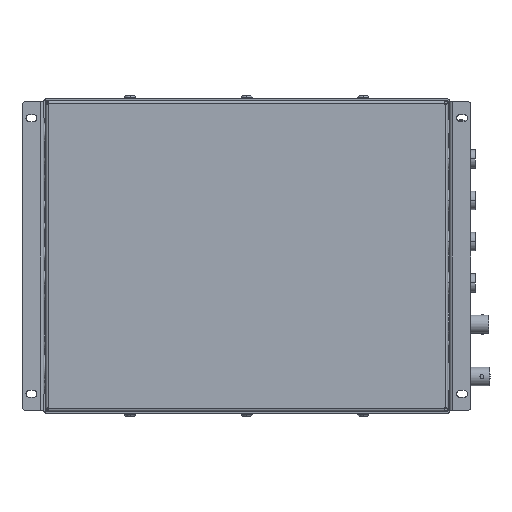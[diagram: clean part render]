
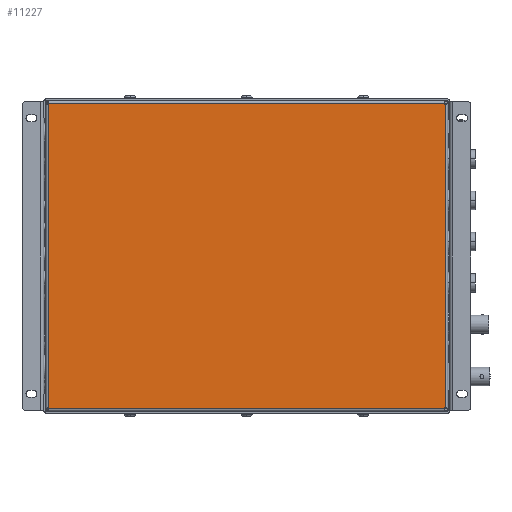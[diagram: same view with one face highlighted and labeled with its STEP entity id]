
A CAD part, front view. The second image highlights one B-rep face of the part: STEP entity #11227.
In plain terms, the highlighted face is planar.
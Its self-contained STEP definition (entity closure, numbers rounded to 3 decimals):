
#1953 = VECTOR ( 'NONE', #1980, 1000. ) ;
#1958 = CARTESIAN_POINT ( 'NONE',  ( -103.441, -79.565, 0. ) ) ;
#1959 = LINE ( 'NONE', #1958, #1953 ) ;
#1980 = DIRECTION ( 'NONE',  ( 0., -1., 0. ) ) ;
#2009 = DIRECTION ( 'NONE',  ( 1., 0., 0. ) ) ;
#2010 = VECTOR ( 'NONE', #2009, 1000. ) ;
#2011 = CARTESIAN_POINT ( 'NONE',  ( -103.441, 79.292, 0. ) ) ;
#2012 = LINE ( 'NONE', #2011, #2010 ) ;
#2014 = CARTESIAN_POINT ( 'NONE',  ( 103.441, -79.292, 0. ) ) ;
#2015 = DIRECTION ( 'NONE',  ( 0., -1., 0. ) ) ;
#2016 = VECTOR ( 'NONE', #2015, 1000. ) ;
#2018 = CARTESIAN_POINT ( 'NONE',  ( 103.441, 79.292, 0. ) ) ;
#2019 = DIRECTION ( 'NONE',  ( -1., 0., 0. ) ) ;
#2020 = DIRECTION ( 'NONE',  ( 0., 0., -1. ) ) ;
#2022 = LINE ( 'NONE', #2023, #2016 ) ;
#2023 = CARTESIAN_POINT ( 'NONE',  ( 103.619, 79.566, 0. ) ) ;
#2028 = CARTESIAN_POINT ( 'NONE',  ( -103.441, 79.565, 0. ) ) ;
#2033 = PLANE ( 'NONE',  #2035 ) ;
#2034 = FACE_OUTER_BOUND ( 'NONE', #11257, .T. ) ;
#2035 = AXIS2_PLACEMENT_3D ( 'NONE', #2028, #2020, #2019 ) ;
#2036 = CARTESIAN_POINT ( 'NONE',  ( -103.441, 79.743, 0. ) ) ;
#2037 = CARTESIAN_POINT ( 'NONE',  ( -103.619, -79.292, 0. ) ) ;
#2038 = CARTESIAN_POINT ( 'NONE',  ( -103.441, -79.743, 0. ) ) ;
#2056 = CARTESIAN_POINT ( 'NONE',  ( 103.619, -79.292, 0. ) ) ;
#2064 = CARTESIAN_POINT ( 'NONE',  ( 103.619, 79.292, 0. ) ) ;
#2078 = CARTESIAN_POINT ( 'NONE',  ( -103.441, -79.292, 0. ) ) ;
#2079 = LINE ( 'NONE', #2078, #2166 ) ;
#2104 = LINE ( 'NONE', #2164, #2163 ) ;
#2111 = CARTESIAN_POINT ( 'NONE',  ( -103.619, 79.292, 0. ) ) ;
#2112 = DIRECTION ( 'NONE',  ( 0., 1., 0. ) ) ;
#2113 = VECTOR ( 'NONE', #2112, 1000. ) ;
#2115 = CARTESIAN_POINT ( 'NONE',  ( 103.441, 79.565, 0. ) ) ;
#2116 = LINE ( 'NONE', #2115, #2113 ) ;
#2137 = DIRECTION ( 'NONE',  ( -1., 0., 0. ) ) ;
#2138 = VECTOR ( 'NONE', #2137, 1000. ) ;
#2139 = CARTESIAN_POINT ( 'NONE',  ( 103.441, -79.565, 0. ) ) ;
#2140 = LINE ( 'NONE', #2139, #2203 ) ;
#2141 = CARTESIAN_POINT ( 'NONE',  ( -103.441, -79.292, 0. ) ) ;
#2143 = CARTESIAN_POINT ( 'NONE',  ( 103.441, -79.743, 0. ) ) ;
#2145 = CARTESIAN_POINT ( 'NONE',  ( 103.441, 79.743, 0. ) ) ;
#2147 = CARTESIAN_POINT ( 'NONE',  ( -103.441, -79.292, 0. ) ) ;
#2148 = LINE ( 'NONE', #2147, #2138 ) ;
#2149 = DIRECTION ( 'NONE',  ( 1., 0., 0. ) ) ;
#2150 = VECTOR ( 'NONE', #2149, 1000. ) ;
#2151 = CARTESIAN_POINT ( 'NONE',  ( -103.441, 79.292, 0. ) ) ;
#2152 = DIRECTION ( 'NONE',  ( 1., 0., 0. ) ) ;
#2153 = VECTOR ( 'NONE', #2152, 1000. ) ;
#2156 = DIRECTION ( 'NONE',  ( 0., 1., 0. ) ) ;
#2157 = VECTOR ( 'NONE', #2156, 1000. ) ;
#2158 = CARTESIAN_POINT ( 'NONE',  ( -103.619, -79.565, 0. ) ) ;
#2159 = LINE ( 'NONE', #2158, #2157 ) ;
#2160 = CARTESIAN_POINT ( 'NONE',  ( -103.441, 79.743, 0. ) ) ;
#2161 = LINE ( 'NONE', #2160, #2153 ) ;
#2162 = DIRECTION ( 'NONE',  ( 0., -1., 0. ) ) ;
#2163 = VECTOR ( 'NONE', #2162, 1000. ) ;
#2164 = CARTESIAN_POINT ( 'NONE',  ( -103.441, 79.565, 0. ) ) ;
#2165 = DIRECTION ( 'NONE',  ( -1., 0., 0. ) ) ;
#2166 = VECTOR ( 'NONE', #2165, 1000. ) ;
#2167 = LINE ( 'NONE', #2151, #2150 ) ;
#2168 = CARTESIAN_POINT ( 'NONE',  ( -103.441, 79.292, 0. ) ) ;
#2195 = DIRECTION ( 'NONE',  ( -1., 0., 0. ) ) ;
#2196 = VECTOR ( 'NONE', #2195, 1000. ) ;
#2197 = CARTESIAN_POINT ( 'NONE',  ( 103.441, -79.743, 0. ) ) ;
#2198 = LINE ( 'NONE', #2197, #2196 ) ;
#2202 = DIRECTION ( 'NONE',  ( 0., 1., 0. ) ) ;
#2203 = VECTOR ( 'NONE', #2202, 1000. ) ;
#11152 = ORIENTED_EDGE ( 'NONE', *, *, #11345, .T. ) ;
#11209 = ORIENTED_EDGE ( 'NONE', *, *, #11355, .T. ) ;
#11210 = EDGE_CURVE ( 'NONE', #11353, #11224, #1959, .T. ) ;
#11211 = VERTEX_POINT ( 'NONE', #2037 ) ;
#11212 = VERTEX_POINT ( 'NONE', #2036 ) ;
#11214 = ORIENTED_EDGE ( 'NONE', *, *, #11210, .F. ) ;
#11220 = ORIENTED_EDGE ( 'NONE', *, *, #11231, .T. ) ;
#11224 = VERTEX_POINT ( 'NONE', #2038 ) ;
#11226 = ORIENTED_EDGE ( 'NONE', *, *, #11322, .F. ) ;
#11227 = ADVANCED_FACE ( 'NONE', ( #2034 ), #2033, .T. ) ;
#11230 = EDGE_CURVE ( 'NONE', #11252, #11244, #2022, .T. ) ;
#11231 = EDGE_CURVE ( 'NONE', #11233, #11252, #2012, .T. ) ;
#11233 = VERTEX_POINT ( 'NONE', #2018 ) ;
#11244 = VERTEX_POINT ( 'NONE', #2056 ) ;
#11245 = VERTEX_POINT ( 'NONE', #2014 ) ;
#11250 = ORIENTED_EDGE ( 'NONE', *, *, #11348, .F. ) ;
#11252 = VERTEX_POINT ( 'NONE', #2064 ) ;
#11257 = EDGE_LOOP ( 'NONE', ( #11220, #11343, #11152, #11250, #11209, #11214, #11351, #11358, #11335, #11226, #11313, #11330 ) ) ;
#11313 = ORIENTED_EDGE ( 'NONE', *, *, #11337, .T. ) ;
#11314 = EDGE_CURVE ( 'NONE', #11233, #11338, #2116, .T. ) ;
#11321 = EDGE_CURVE ( 'NONE', #11353, #11211, #2079, .T. ) ;
#11322 = EDGE_CURVE ( 'NONE', #11212, #11325, #2104, .T. ) ;
#11324 = EDGE_CURVE ( 'NONE', #11211, #11340, #2159, .T. ) ;
#11325 = VERTEX_POINT ( 'NONE', #2168 ) ;
#11327 = EDGE_CURVE ( 'NONE', #11340, #11325, #2167, .T. ) ;
#11330 = ORIENTED_EDGE ( 'NONE', *, *, #11314, .F. ) ;
#11335 = ORIENTED_EDGE ( 'NONE', *, *, #11327, .T. ) ;
#11337 = EDGE_CURVE ( 'NONE', #11212, #11338, #2161, .T. ) ;
#11338 = VERTEX_POINT ( 'NONE', #2145 ) ;
#11340 = VERTEX_POINT ( 'NONE', #2111 ) ;
#11343 = ORIENTED_EDGE ( 'NONE', *, *, #11230, .T. ) ;
#11345 = EDGE_CURVE ( 'NONE', #11244, #11245, #2148, .T. ) ;
#11346 = VERTEX_POINT ( 'NONE', #2143 ) ;
#11348 = EDGE_CURVE ( 'NONE', #11346, #11245, #2140, .T. ) ;
#11351 = ORIENTED_EDGE ( 'NONE', *, *, #11321, .T. ) ;
#11353 = VERTEX_POINT ( 'NONE', #2141 ) ;
#11355 = EDGE_CURVE ( 'NONE', #11346, #11224, #2198, .T. ) ;
#11358 = ORIENTED_EDGE ( 'NONE', *, *, #11324, .T. ) ;
